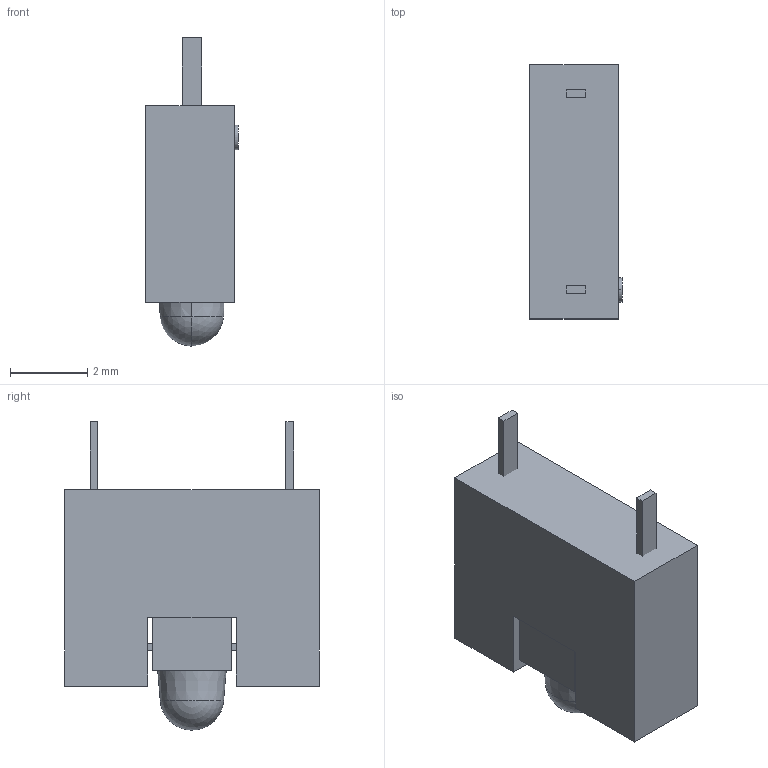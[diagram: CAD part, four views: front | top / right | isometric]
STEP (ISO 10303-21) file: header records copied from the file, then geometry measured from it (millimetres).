
FILE_DESCRIPTION (( 'STEP AP214' ), '1' );
FILE_NAME ('5372T_Series.STEP', '2019-05-15T23:27:10', ( 'user' ), ( 'Microsoft' ), 'SwSTEP 2.0', 'SolidWorks 2018', '' );
FILE_SCHEMA (( 'AUTOMOTIVE_DESIGN' ));
Length unit declared in the file: inch
Products named in the file (3): F14577BKV0-A C8233_5370 housing; 4302Tx-5VLC; 5372T_Series
Assembly tree (2 placements, depth 2):
  5372T_Series
    F14577BKV0-A C8233_5370 housing
    4302Tx-5VLC
Bounding box: 2.4 x 6.6 x 8 mm (x, y, z)
Volume: 78.6 mm3; surface area: 168.7 mm2
Topology: 2 solids, 2 shells, 37 faces, 86 edges, 57 vertices
Faces by surface type: plane 31, cylinder 2, cone 2, sphere 2
Entity records: 1166 total; most frequent: CARTESIAN_POINT 185, DIRECTION 180, ORIENTED_EDGE 172, EDGE_CURVE 86, LINE 76, VECTOR 76, VERTEX_POINT 57, AXIS2_PLACEMENT_3D 52
